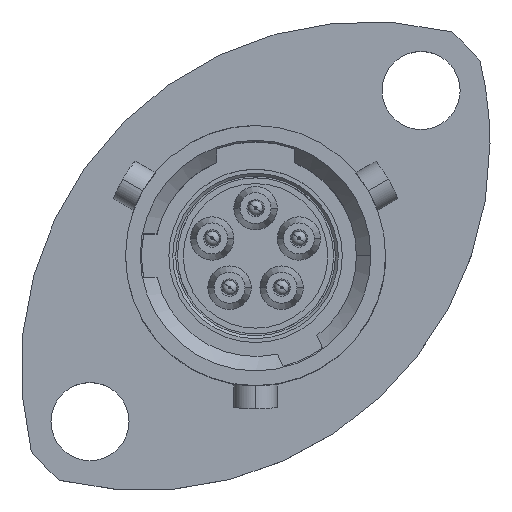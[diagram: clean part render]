
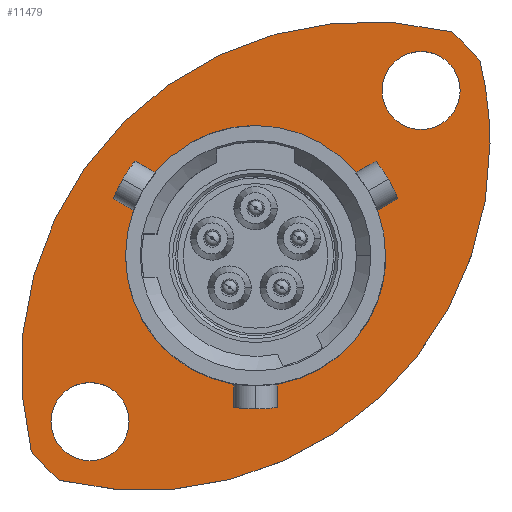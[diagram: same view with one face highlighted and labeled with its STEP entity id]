
A CAD part, top view. The second image highlights one B-rep face of the part: STEP entity #11479.
In plain terms, the highlighted planar face has unit normal (0, 0, 1).
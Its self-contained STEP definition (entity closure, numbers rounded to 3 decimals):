
#224 = CIRCLE ( 'NONE', #17118, 10.3 ) ;
#441 = DIRECTION ( 'NONE',  ( 1., 0., 0. ) ) ;
#487 = AXIS2_PLACEMENT_3D ( 'NONE', #3937, #12314, #16555 ) ;
#571 = AXIS2_PLACEMENT_3D ( 'NONE', #13560, #1032, #7702 ) ;
#1028 = CIRCLE ( 'NONE', #17192, 1.35 ) ;
#1032 = DIRECTION ( 'NONE',  ( 0., 0., -1. ) ) ;
#1096 = PLANE ( 'NONE',  #2579 ) ;
#1105 = DIRECTION ( 'NONE',  ( 1., 0., 0. ) ) ;
#1295 = EDGE_CURVE ( 'NONE', #8213, #8030, #17051, .T. ) ;
#1340 = CARTESIAN_POINT ( 'NONE',  ( 5.728, 5.728, -9. ) ) ;
#1361 = CARTESIAN_POINT ( 'NONE',  ( -4.378, -5.728, -9. ) ) ;
#1861 = DIRECTION ( 'NONE',  ( 1., 0., 0. ) ) ;
#1999 = DIRECTION ( 'NONE',  ( 1., 0., 0. ) ) ;
#2015 = EDGE_LOOP ( 'NONE', ( #3062, #2831 ) ) ;
#2303 = AXIS2_PLACEMENT_3D ( 'NONE', #17830, #12199, #1105 ) ;
#2468 = CARTESIAN_POINT ( 'NONE',  ( 0., 4.5, -9. ) ) ;
#2579 = AXIS2_PLACEMENT_3D ( 'NONE', #2468, #12258, #3033 ) ;
#2831 = ORIENTED_EDGE ( 'NONE', *, *, #8914, .F. ) ;
#3033 = DIRECTION ( 'NONE',  ( -1., 0., 0. ) ) ;
#3062 = ORIENTED_EDGE ( 'NONE', *, *, #11422, .F. ) ;
#3671 = FACE_BOUND ( 'NONE', #15848, .T. ) ;
#3811 = VERTEX_POINT ( 'NONE', #16058 ) ;
#3937 = CARTESIAN_POINT ( 'NONE',  ( 0., 0., -9. ) ) ;
#4331 = EDGE_CURVE ( 'NONE', #6656, #10772, #16334, .T. ) ;
#4335 = CIRCLE ( 'NONE', #487, 4.5 ) ;
#4920 = ORIENTED_EDGE ( 'NONE', *, *, #1295, .F. ) ;
#5120 = EDGE_LOOP ( 'NONE', ( #8469, #5837, #10964, #11346, #7446 ) ) ;
#5510 = VERTEX_POINT ( 'NONE', #11290 ) ;
#5684 = CIRCLE ( 'NONE', #16852, 4.5 ) ;
#5837 = ORIENTED_EDGE ( 'NONE', *, *, #9574, .F. ) ;
#6339 = EDGE_LOOP ( 'NONE', ( #17713, #16629 ) ) ;
#6342 = EDGE_CURVE ( 'NONE', #8030, #8213, #1028, .T. ) ;
#6656 = VERTEX_POINT ( 'NONE', #14031 ) ;
#6807 = CARTESIAN_POINT ( 'NONE',  ( 7.759, 6.774, -9. ) ) ;
#6840 = VERTEX_POINT ( 'NONE', #14462 ) ;
#7216 = DIRECTION ( 'NONE',  ( 1., 0., 0. ) ) ;
#7262 = DIRECTION ( 'NONE',  ( 0., 0., 1. ) ) ;
#7362 = EDGE_CURVE ( 'NONE', #15650, #3811, #14116, .T. ) ;
#7446 = ORIENTED_EDGE ( 'NONE', *, *, #9001, .F. ) ;
#7539 = CARTESIAN_POINT ( 'NONE',  ( 0., 0., -9. ) ) ;
#7549 = CARTESIAN_POINT ( 'NONE',  ( -5.728, -5.728, -9. ) ) ;
#7702 = DIRECTION ( 'NONE',  ( 1., 0., 0. ) ) ;
#7854 = CIRCLE ( 'NONE', #12867, 1.35 ) ;
#8030 = VERTEX_POINT ( 'NONE', #15359 ) ;
#8213 = VERTEX_POINT ( 'NONE', #10146 ) ;
#8310 = DIRECTION ( 'NONE',  ( 0., 0., 1. ) ) ;
#8451 = FACE_BOUND ( 'NONE', #2015, .T. ) ;
#8469 = ORIENTED_EDGE ( 'NONE', *, *, #13076, .T. ) ;
#8832 = AXIS2_PLACEMENT_3D ( 'NONE', #15027, #16481, #9248 ) ;
#8914 = EDGE_CURVE ( 'NONE', #9165, #17260, #5684, .T. ) ;
#9001 = EDGE_CURVE ( 'NONE', #16739, #5510, #16010, .T. ) ;
#9165 = VERTEX_POINT ( 'NONE', #10942 ) ;
#9248 = DIRECTION ( 'NONE',  ( 1., 0., 0. ) ) ;
#9378 = EDGE_CURVE ( 'NONE', #10772, #6656, #7854, .T. ) ;
#9574 = EDGE_CURVE ( 'NONE', #3811, #6840, #16445, .T. ) ;
#10146 = CARTESIAN_POINT ( 'NONE',  ( 4.378, 5.728, -9. ) ) ;
#10368 = DIRECTION ( 'NONE',  ( 0., 0., 1. ) ) ;
#10772 = VERTEX_POINT ( 'NONE', #1361 ) ;
#10907 = EDGE_CURVE ( 'NONE', #15650, #5510, #224, .T. ) ;
#10942 = CARTESIAN_POINT ( 'NONE',  ( -4.5, 0., -9. ) ) ;
#10964 = ORIENTED_EDGE ( 'NONE', *, *, #7362, .F. ) ;
#11084 = FACE_OUTER_BOUND ( 'NONE', #5120, .T. ) ;
#11210 = ORIENTED_EDGE ( 'NONE', *, *, #6342, .F. ) ;
#11290 = CARTESIAN_POINT ( 'NONE',  ( 6.774, 7.759, -9. ) ) ;
#11346 = ORIENTED_EDGE ( 'NONE', *, *, #10907, .T. ) ;
#11422 = EDGE_CURVE ( 'NONE', #17260, #9165, #4335, .T. ) ;
#11479 = ADVANCED_FACE ( 'NONE', ( #15738, #3671, #8451, #11084 ), #1096, .F. ) ;
#11770 = CARTESIAN_POINT ( 'NONE',  ( 4.5, 0., -9. ) ) ;
#11866 = DIRECTION ( 'NONE',  ( 1., 0., 0. ) ) ;
#12199 = DIRECTION ( 'NONE',  ( 0., 0., 1. ) ) ;
#12258 = DIRECTION ( 'NONE',  ( 0., 0., -1. ) ) ;
#12314 = DIRECTION ( 'NONE',  ( 0., 0., 1. ) ) ;
#12391 = DIRECTION ( 'NONE',  ( 1., 0., 0. ) ) ;
#12867 = AXIS2_PLACEMENT_3D ( 'NONE', #17037, #7262, #7216 ) ;
#13076 = EDGE_CURVE ( 'NONE', #16739, #6840, #16687, .T. ) ;
#13209 = DIRECTION ( 'NONE',  ( 0., 0., -1. ) ) ;
#13261 = CARTESIAN_POINT ( 'NONE',  ( 0., 0., -9. ) ) ;
#13280 = AXIS2_PLACEMENT_3D ( 'NONE', #1340, #8310, #12391 ) ;
#13294 = AXIS2_PLACEMENT_3D ( 'NONE', #15786, #13209, #11866 ) ;
#13560 = CARTESIAN_POINT ( 'NONE',  ( 3.889, -3.889, -9. ) ) ;
#14031 = CARTESIAN_POINT ( 'NONE',  ( -7.078, -5.728, -9. ) ) ;
#14116 = CIRCLE ( 'NONE', #13294, 12. ) ;
#14424 = CARTESIAN_POINT ( 'NONE',  ( 5.728, 5.728, -9. ) ) ;
#14462 = CARTESIAN_POINT ( 'NONE',  ( -6.774, -7.759, -9. ) ) ;
#14630 = AXIS2_PLACEMENT_3D ( 'NONE', #7549, #17369, #1999 ) ;
#14693 = CARTESIAN_POINT ( 'NONE',  ( -7.759, -6.774, -9. ) ) ;
#15027 = CARTESIAN_POINT ( 'NONE',  ( -3.889, 3.889, -9. ) ) ;
#15359 = CARTESIAN_POINT ( 'NONE',  ( 7.078, 5.728, -9. ) ) ;
#15650 = VERTEX_POINT ( 'NONE', #6807 ) ;
#15738 = FACE_BOUND ( 'NONE', #6339, .T. ) ;
#15786 = CARTESIAN_POINT ( 'NONE',  ( -3.889, 3.889, -9. ) ) ;
#15848 = EDGE_LOOP ( 'NONE', ( #11210, #4920 ) ) ;
#16010 = CIRCLE ( 'NONE', #571, 12. ) ;
#16030 = DIRECTION ( 'NONE',  ( 0., 0., 1. ) ) ;
#16058 = CARTESIAN_POINT ( 'NONE',  ( 8.111, 3.889, -9. ) ) ;
#16073 = DIRECTION ( 'NONE',  ( 1., 0., 0. ) ) ;
#16334 = CIRCLE ( 'NONE', #14630, 1.35 ) ;
#16445 = CIRCLE ( 'NONE', #8832, 12. ) ;
#16481 = DIRECTION ( 'NONE',  ( 0., 0., -1. ) ) ;
#16555 = DIRECTION ( 'NONE',  ( 1., 0., 0. ) ) ;
#16629 = ORIENTED_EDGE ( 'NONE', *, *, #4331, .F. ) ;
#16687 = CIRCLE ( 'NONE', #2303, 10.3 ) ;
#16739 = VERTEX_POINT ( 'NONE', #14693 ) ;
#16852 = AXIS2_PLACEMENT_3D ( 'NONE', #13261, #17241, #16073 ) ;
#17037 = CARTESIAN_POINT ( 'NONE',  ( -5.728, -5.728, -9. ) ) ;
#17051 = CIRCLE ( 'NONE', #13280, 1.35 ) ;
#17118 = AXIS2_PLACEMENT_3D ( 'NONE', #7539, #16030, #441 ) ;
#17192 = AXIS2_PLACEMENT_3D ( 'NONE', #14424, #10368, #1861 ) ;
#17241 = DIRECTION ( 'NONE',  ( 0., 0., 1. ) ) ;
#17260 = VERTEX_POINT ( 'NONE', #11770 ) ;
#17369 = DIRECTION ( 'NONE',  ( 0., 0., 1. ) ) ;
#17713 = ORIENTED_EDGE ( 'NONE', *, *, #9378, .F. ) ;
#17830 = CARTESIAN_POINT ( 'NONE',  ( 0., 0., -9. ) ) ;
